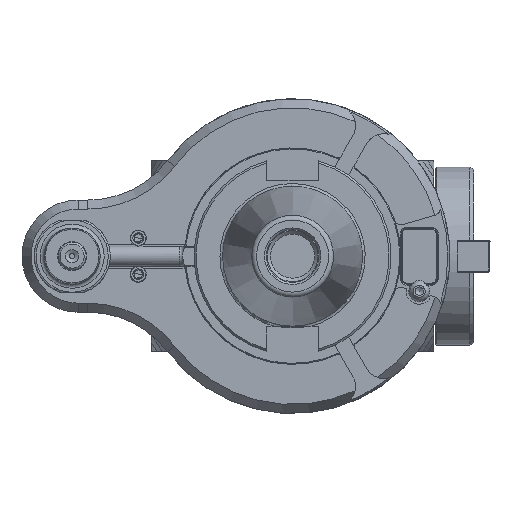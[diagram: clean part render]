
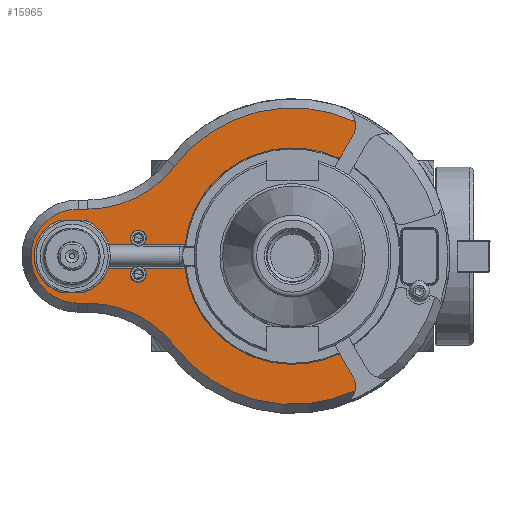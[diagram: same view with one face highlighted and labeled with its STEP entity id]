
A CAD part, left-side view. The second image highlights one B-rep face of the part: STEP entity #15965.
In plain terms, the highlighted planar face has unit normal (-1, 0, 0).
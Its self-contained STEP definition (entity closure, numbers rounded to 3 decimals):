
#814=PLANE('',#17059);
#1195=FACE_OUTER_BOUND('',#2062,.T.);
#2062=EDGE_LOOP('',(#10303,#10304,#10305,#10306,#10307,#10308,#10309,#10310,
#10311,#10312,#10313,#10314,#10315,#10316,#10317,#10318,#10319,#10320,#10321,
#10322,#10323,#10324,#10325,#10326,#10327,#10328,#10329));
#3065=LINE('',#23198,#4288);
#3083=LINE('',#23303,#4306);
#3096=LINE('',#23350,#4319);
#3097=LINE('',#23354,#4320);
#3098=LINE('',#23358,#4321);
#3099=LINE('',#23361,#4322);
#3100=LINE('',#23367,#4323);
#3101=LINE('',#23375,#4324);
#3102=LINE('',#23379,#4325);
#3103=LINE('',#23386,#4326);
#4288=VECTOR('',#18682,12.282);
#4306=VECTOR('',#18764,20.689);
#4319=VECTOR('',#18807,12.166);
#4320=VECTOR('',#18810,12.166);
#4321=VECTOR('',#18813,12.326);
#4322=VECTOR('',#18816,20.689);
#4323=VECTOR('',#18821,12.282);
#4324=VECTOR('',#18828,4.881);
#4325=VECTOR('',#18831,4.881);
#4326=VECTOR('',#18840,12.326);
#5507=CIRCLE('',#17010,4.);
#5510=CIRCLE('',#17015,10.);
#5547=CIRCLE('',#17056,4.);
#5550=CIRCLE('',#17060,19.);
#5551=CIRCLE('',#17061,19.);
#5552=CIRCLE('',#17062,19.);
#5553=CIRCLE('',#17063,4.);
#5554=CIRCLE('',#17064,54.);
#5555=CIRCLE('',#17065,1.);
#5556=CIRCLE('',#17066,10.);
#5557=CIRCLE('',#17067,74.);
#5558=CIRCLE('',#17068,54.5);
#5559=CIRCLE('',#17069,23.5);
#5560=CIRCLE('',#17070,54.5);
#5561=CIRCLE('',#17071,74.);
#5562=CIRCLE('',#17072,1.);
#5563=CIRCLE('',#17073,54.);
#6267=VERTEX_POINT('',#23179);
#6268=VERTEX_POINT('',#23181);
#6273=VERTEX_POINT('',#23192);
#6275=VERTEX_POINT('',#23196);
#6276=VERTEX_POINT('',#23200);
#6321=VERTEX_POINT('',#23300);
#6322=VERTEX_POINT('',#23302);
#6336=VERTEX_POINT('',#23337);
#6339=VERTEX_POINT('',#23346);
#6340=VERTEX_POINT('',#23347);
#6341=VERTEX_POINT('',#23349);
#6342=VERTEX_POINT('',#23351);
#6343=VERTEX_POINT('',#23353);
#6344=VERTEX_POINT('',#23355);
#6345=VERTEX_POINT('',#23357);
#6346=VERTEX_POINT('',#23360);
#6347=VERTEX_POINT('',#23362);
#6348=VERTEX_POINT('',#23364);
#6349=VERTEX_POINT('',#23366);
#6350=VERTEX_POINT('',#23368);
#6351=VERTEX_POINT('',#23370);
#6352=VERTEX_POINT('',#23372);
#6353=VERTEX_POINT('',#23374);
#6354=VERTEX_POINT('',#23376);
#6355=VERTEX_POINT('',#23378);
#6356=VERTEX_POINT('',#23380);
#6357=VERTEX_POINT('',#23383);
#7863=EDGE_CURVE('',#6268,#6267,#5507,.T.);
#7871=EDGE_CURVE('',#6273,#6275,#3065,.T.);
#7872=EDGE_CURVE('',#6276,#6273,#5510,.T.);
#7919=EDGE_CURVE('',#6321,#6322,#3083,.T.);
#7939=EDGE_CURVE('',#6321,#6336,#5547,.T.);
#7943=EDGE_CURVE('',#6339,#6340,#5550,.T.);
#7944=EDGE_CURVE('',#6341,#6340,#3096,.T.);
#7945=EDGE_CURVE('',#6341,#6342,#5551,.T.);
#7946=EDGE_CURVE('',#6343,#6342,#3097,.T.);
#7947=EDGE_CURVE('',#6343,#6344,#5552,.T.);
#7948=EDGE_CURVE('',#6345,#6344,#3098,.T.);
#7949=EDGE_CURVE('',#6345,#6268,#5553,.T.);
#7950=EDGE_CURVE('',#6346,#6267,#3099,.T.);
#7951=EDGE_CURVE('',#6346,#6347,#5554,.T.);
#7952=EDGE_CURVE('',#6347,#6348,#5555,.T.);
#7953=EDGE_CURVE('',#6348,#6349,#3100,.T.);
#7954=EDGE_CURVE('',#6349,#6350,#5556,.T.);
#7955=EDGE_CURVE('',#6350,#6351,#5557,.T.);
#7956=EDGE_CURVE('',#6351,#6352,#5558,.T.);
#7957=EDGE_CURVE('',#6353,#6352,#3101,.T.);
#7958=EDGE_CURVE('',#6353,#6354,#5559,.T.);
#7959=EDGE_CURVE('',#6355,#6354,#3102,.T.);
#7960=EDGE_CURVE('',#6355,#6356,#5560,.T.);
#7961=EDGE_CURVE('',#6356,#6276,#5561,.T.);
#7962=EDGE_CURVE('',#6275,#6357,#5562,.T.);
#7963=EDGE_CURVE('',#6357,#6322,#5563,.T.);
#7964=EDGE_CURVE('',#6339,#6336,#3103,.T.);
#10303=ORIENTED_EDGE('',*,*,#7943,.T.);
#10304=ORIENTED_EDGE('',*,*,#7944,.F.);
#10305=ORIENTED_EDGE('',*,*,#7945,.T.);
#10306=ORIENTED_EDGE('',*,*,#7946,.F.);
#10307=ORIENTED_EDGE('',*,*,#7947,.T.);
#10308=ORIENTED_EDGE('',*,*,#7948,.F.);
#10309=ORIENTED_EDGE('',*,*,#7949,.T.);
#10310=ORIENTED_EDGE('',*,*,#7863,.T.);
#10311=ORIENTED_EDGE('',*,*,#7950,.F.);
#10312=ORIENTED_EDGE('',*,*,#7951,.T.);
#10313=ORIENTED_EDGE('',*,*,#7952,.T.);
#10314=ORIENTED_EDGE('',*,*,#7953,.T.);
#10315=ORIENTED_EDGE('',*,*,#7954,.T.);
#10316=ORIENTED_EDGE('',*,*,#7955,.T.);
#10317=ORIENTED_EDGE('',*,*,#7956,.T.);
#10318=ORIENTED_EDGE('',*,*,#7957,.F.);
#10319=ORIENTED_EDGE('',*,*,#7958,.T.);
#10320=ORIENTED_EDGE('',*,*,#7959,.F.);
#10321=ORIENTED_EDGE('',*,*,#7960,.T.);
#10322=ORIENTED_EDGE('',*,*,#7961,.T.);
#10323=ORIENTED_EDGE('',*,*,#7872,.T.);
#10324=ORIENTED_EDGE('',*,*,#7871,.T.);
#10325=ORIENTED_EDGE('',*,*,#7962,.T.);
#10326=ORIENTED_EDGE('',*,*,#7963,.T.);
#10327=ORIENTED_EDGE('',*,*,#7919,.F.);
#10328=ORIENTED_EDGE('',*,*,#7939,.T.);
#10329=ORIENTED_EDGE('',*,*,#7964,.F.);
#15965=ADVANCED_FACE('',(#1195),#814,.T.);
#17010=AXIS2_PLACEMENT_3D('',#23182,#18669,#18670);
#17015=AXIS2_PLACEMENT_3D('',#23201,#18685,#18686);
#17056=AXIS2_PLACEMENT_3D('',#23339,#18796,#18797);
#17059=AXIS2_PLACEMENT_3D('',#23345,#18803,#18804);
#17060=AXIS2_PLACEMENT_3D('',#23348,#18805,#18806);
#17061=AXIS2_PLACEMENT_3D('',#23352,#18808,#18809);
#17062=AXIS2_PLACEMENT_3D('',#23356,#18811,#18812);
#17063=AXIS2_PLACEMENT_3D('',#23359,#18814,#18815);
#17064=AXIS2_PLACEMENT_3D('',#23363,#18817,#18818);
#17065=AXIS2_PLACEMENT_3D('',#23365,#18819,#18820);
#17066=AXIS2_PLACEMENT_3D('',#23369,#18822,#18823);
#17067=AXIS2_PLACEMENT_3D('',#23371,#18824,#18825);
#17068=AXIS2_PLACEMENT_3D('',#23373,#18826,#18827);
#17069=AXIS2_PLACEMENT_3D('',#23377,#18829,#18830);
#17070=AXIS2_PLACEMENT_3D('',#23381,#18832,#18833);
#17071=AXIS2_PLACEMENT_3D('',#23382,#18834,#18835);
#17072=AXIS2_PLACEMENT_3D('',#23384,#18836,#18837);
#17073=AXIS2_PLACEMENT_3D('',#23385,#18838,#18839);
#18669=DIRECTION('center_axis',(1.,0.,0.));
#18670=DIRECTION('ref_axis',(0.,0.,1.));
#18682=DIRECTION('',(0.,0.5,0.866));
#18685=DIRECTION('center_axis',(-1.,0.,0.));
#18686=DIRECTION('ref_axis',(0.,-0.979,-0.203));
#18764=DIRECTION('',(0.,-1.,0.));
#18796=DIRECTION('center_axis',(1.,0.,0.));
#18797=DIRECTION('ref_axis',(0.,-0.661,0.75));
#18803=DIRECTION('center_axis',(-1.,0.,0.));
#18804=DIRECTION('ref_axis',(0.,0.,1.));
#18805=DIRECTION('center_axis',(1.,0.,0.));
#18806=DIRECTION('ref_axis',(0.,-0.949,-0.316));
#18807=DIRECTION('',(0.,-1.,0.));
#18808=DIRECTION('center_axis',(1.,0.,0.));
#18809=DIRECTION('ref_axis',(0.,0.32,-0.947));
#18810=DIRECTION('',(0.,1.,0.));
#18811=DIRECTION('center_axis',(1.,0.,0.));
#18812=DIRECTION('ref_axis',(0.,-0.32,0.947));
#18813=DIRECTION('',(0.,1.,0.));
#18814=DIRECTION('center_axis',(1.,0.,0.));
#18815=DIRECTION('ref_axis',(0.,0.,1.));
#18816=DIRECTION('',(0.,1.,0.));
#18817=DIRECTION('center_axis',(1.,0.,0.));
#18818=DIRECTION('ref_axis',(0.,0.994,0.111));
#18819=DIRECTION('center_axis',(-1.,0.,0.));
#18820=DIRECTION('ref_axis',(0.,-0.866,-0.5));
#18821=DIRECTION('',(0.,-0.5,0.866));
#18822=DIRECTION('center_axis',(-1.,0.,0.));
#18823=DIRECTION('ref_axis',(0.,-0.866,-0.5));
#18824=DIRECTION('center_axis',(-1.,0.,0.));
#18825=DIRECTION('ref_axis',(0.,-0.422,0.907));
#18826=DIRECTION('center_axis',(1.,0.,0.));
#18827=DIRECTION('ref_axis',(0.,-0.795,-0.607));
#18828=DIRECTION('',(0.,-1.,0.));
#18829=DIRECTION('center_axis',(-1.,0.,0.));
#18830=DIRECTION('ref_axis',(0.,0.,1.));
#18831=DIRECTION('',(0.,1.,0.));
#18832=DIRECTION('center_axis',(1.,0.,0.));
#18833=DIRECTION('ref_axis',(0.,0.,1.));
#18834=DIRECTION('center_axis',(-1.,0.,0.));
#18835=DIRECTION('ref_axis',(0.,0.795,-0.607));
#18836=DIRECTION('center_axis',(-1.,0.,0.));
#18837=DIRECTION('ref_axis',(0.,-0.866,0.5));
#18838=DIRECTION('center_axis',(1.,0.,0.));
#18839=DIRECTION('ref_axis',(0.,-0.419,-0.908));
#18840=DIRECTION('',(0.,-1.,0.));
#23179=CARTESIAN_POINT('',(-6.,74.354,6.));
#23181=CARTESIAN_POINT('',(-6.,77.,13.));
#23182=CARTESIAN_POINT('Origin',(-6.,77.,9.));
#23192=CARTESIAN_POINT('',(-6.,-30.063,-60.071));
#23196=CARTESIAN_POINT('',(-6.,-23.922,-49.434));
#23198=CARTESIAN_POINT('',(-6.,-30.063,-60.071));
#23200=CARTESIAN_POINT('',(-6.,-31.194,-67.104));
#23201=CARTESIAN_POINT('Origin',(-6.,-21.403,-65.071));
#23300=CARTESIAN_POINT('',(-6.,74.354,-6.));
#23302=CARTESIAN_POINT('',(-6.,53.666,-6.));
#23303=CARTESIAN_POINT('',(-6.,74.354,-6.));
#23337=CARTESIAN_POINT('',(-6.,79.646,-6.));
#23339=CARTESIAN_POINT('Origin',(-6.,77.,-9.));
#23345=CARTESIAN_POINT('Origin',(-6.,-75.575,0.));
#23346=CARTESIAN_POINT('',(-6.,91.972,-6.));
#23347=CARTESIAN_POINT('',(-6.,103.917,-18.));
#23348=CARTESIAN_POINT('Origin',(-6.,110.,0.));
#23349=CARTESIAN_POINT('',(-6.,116.083,-18.));
#23350=CARTESIAN_POINT('',(-6.,116.083,-18.));
#23351=CARTESIAN_POINT('',(-6.,116.083,18.));
#23352=CARTESIAN_POINT('Origin',(-6.,110.,0.));
#23353=CARTESIAN_POINT('',(-6.,103.917,18.));
#23354=CARTESIAN_POINT('',(-6.,103.917,18.));
#23355=CARTESIAN_POINT('',(-6.,91.972,6.));
#23356=CARTESIAN_POINT('Origin',(-6.,110.,0.));
#23357=CARTESIAN_POINT('',(-6.,79.646,6.));
#23358=CARTESIAN_POINT('',(-6.,79.646,6.));
#23359=CARTESIAN_POINT('Origin',(-6.,77.,9.));
#23360=CARTESIAN_POINT('',(-6.,53.666,6.));
#23361=CARTESIAN_POINT('',(-6.,53.666,6.));
#23362=CARTESIAN_POINT('',(-6.,-22.644,49.024));
#23363=CARTESIAN_POINT('Origin',(-6.,0.,0.));
#23364=CARTESIAN_POINT('',(-6.,-23.922,49.434));
#23365=CARTESIAN_POINT('Origin',(-6.,-23.056,49.934));
#23366=CARTESIAN_POINT('',(-6.,-30.063,60.071));
#23367=CARTESIAN_POINT('',(-6.,-23.922,49.434));
#23368=CARTESIAN_POINT('',(-6.,-31.194,67.104));
#23369=CARTESIAN_POINT('Origin',(-6.,-21.403,65.071));
#23370=CARTESIAN_POINT('',(-6.,58.808,44.918));
#23371=CARTESIAN_POINT('Origin',(-6.,0.,0.));
#23372=CARTESIAN_POINT('',(-6.,102.119,23.5));
#23373=CARTESIAN_POINT('Origin',(-6.,102.119,78.));
#23374=CARTESIAN_POINT('',(-6.,107.,23.5));
#23375=CARTESIAN_POINT('',(-6.,107.,23.5));
#23376=CARTESIAN_POINT('',(-6.,107.,-23.5));
#23377=CARTESIAN_POINT('Origin',(-6.,107.,0.));
#23378=CARTESIAN_POINT('',(-6.,102.119,-23.5));
#23379=CARTESIAN_POINT('',(-6.,102.119,-23.5));
#23380=CARTESIAN_POINT('',(-6.,58.808,-44.918));
#23381=CARTESIAN_POINT('Origin',(-6.,102.119,-78.));
#23382=CARTESIAN_POINT('Origin',(-6.,0.,0.));
#23383=CARTESIAN_POINT('',(-6.,-22.637,-49.026));
#23384=CARTESIAN_POINT('Origin',(-6.,-23.056,-49.934));
#23385=CARTESIAN_POINT('Origin',(-6.,0.,0.));
#23386=CARTESIAN_POINT('',(-6.,91.972,-6.));
